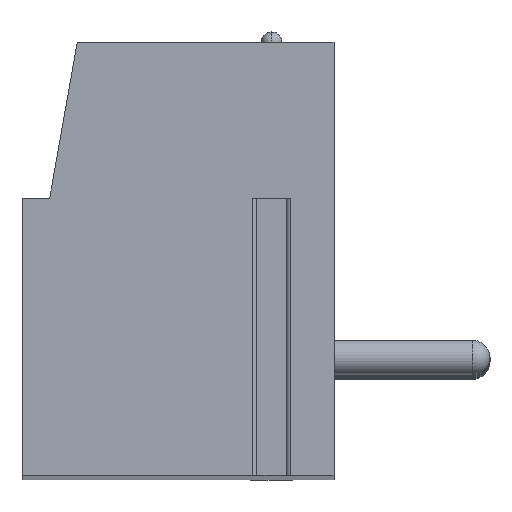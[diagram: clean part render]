
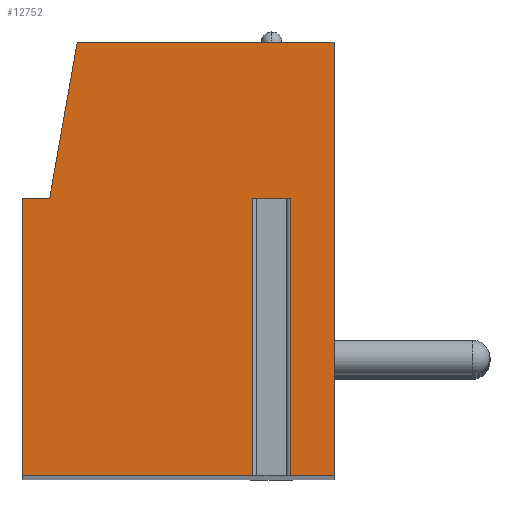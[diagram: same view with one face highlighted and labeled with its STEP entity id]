
A CAD part, top view. The second image highlights one B-rep face of the part: STEP entity #12752.
In plain terms, the highlighted planar face has unit normal (0, 0, 1).
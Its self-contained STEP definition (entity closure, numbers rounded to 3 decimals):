
#13=DIRECTION('',(-1.,0.,0.));
#14=VECTOR('',#13,1.112);
#15=CARTESIAN_POINT('',(3.256,1.75,73.66));
#16=LINE('',#15,#14);
#17=DIRECTION('',(0.,-1.,0.));
#18=VECTOR('',#17,8.);
#19=CARTESIAN_POINT('',(2.144,1.75,73.66));
#20=LINE('',#19,#18);
#21=DIRECTION('',(1.,0.,0.));
#22=VECTOR('',#21,6.644);
#23=CARTESIAN_POINT('',(-4.5,-6.25,73.66));
#24=LINE('',#23,#22);
#25=DIRECTION('',(0.,-1.,0.));
#26=VECTOR('',#25,8.);
#27=CARTESIAN_POINT('',(-4.5,1.75,73.66));
#28=LINE('',#27,#26);
#29=DIRECTION('',(-1.,0.,0.));
#30=VECTOR('',#29,0.8);
#31=CARTESIAN_POINT('',(-3.7,1.75,73.66));
#32=LINE('',#31,#30);
#33=DIRECTION('',(-0.174,-0.985,0.));
#34=VECTOR('',#33,4.569);
#35=CARTESIAN_POINT('',(-2.907,6.25,73.66));
#36=LINE('',#35,#34);
#37=DIRECTION('',(-1.,0.,0.));
#38=VECTOR('',#37,7.407);
#39=CARTESIAN_POINT('',(4.5,6.25,73.66));
#40=LINE('',#39,#38);
#41=DIRECTION('',(0.,1.,0.));
#42=VECTOR('',#41,12.5);
#43=CARTESIAN_POINT('',(4.5,-6.25,73.66));
#44=LINE('',#43,#42);
#45=DIRECTION('',(1.,0.,0.));
#46=VECTOR('',#45,1.244);
#47=CARTESIAN_POINT('',(3.256,-6.25,73.66));
#48=LINE('',#47,#46);
#49=DIRECTION('',(0.,-1.,0.));
#50=VECTOR('',#49,8.);
#51=CARTESIAN_POINT('',(3.256,1.75,73.66));
#52=LINE('',#51,#50);
#10035=CARTESIAN_POINT('',(-3.7,1.75,73.66));
#10036=CARTESIAN_POINT('',(-4.5,1.75,73.66));
#10037=VERTEX_POINT('',#10035);
#10038=VERTEX_POINT('',#10036);
#10039=CARTESIAN_POINT('',(-4.5,-6.25,73.66));
#10040=VERTEX_POINT('',#10039);
#10041=CARTESIAN_POINT('',(4.5,-6.25,73.66));
#10042=CARTESIAN_POINT('',(4.5,6.25,73.66));
#10043=VERTEX_POINT('',#10041);
#10044=VERTEX_POINT('',#10042);
#10045=CARTESIAN_POINT('',(-2.907,6.25,73.66));
#10046=VERTEX_POINT('',#10045);
#10095=CARTESIAN_POINT('',(3.256,1.75,73.66));
#10096=CARTESIAN_POINT('',(2.144,1.75,73.66));
#10097=VERTEX_POINT('',#10095);
#10098=VERTEX_POINT('',#10096);
#10099=CARTESIAN_POINT('',(2.144,-6.25,73.66));
#10100=VERTEX_POINT('',#10099);
#10101=CARTESIAN_POINT('',(3.256,-6.25,73.66));
#10102=VERTEX_POINT('',#10101);
#12725=CARTESIAN_POINT('',(0.,0.,73.66));
#12726=DIRECTION('',(0.,0.,1.));
#12727=DIRECTION('',(1.,0.,0.));
#12728=AXIS2_PLACEMENT_3D('',#12725,#12726,#12727);
#12729=PLANE('',#12728);
#12731=ORIENTED_EDGE('',*,*,#12730,.T.);
#12733=ORIENTED_EDGE('',*,*,#12732,.T.);
#12735=ORIENTED_EDGE('',*,*,#12734,.F.);
#12737=ORIENTED_EDGE('',*,*,#12736,.F.);
#12739=ORIENTED_EDGE('',*,*,#12738,.F.);
#12741=ORIENTED_EDGE('',*,*,#12740,.F.);
#12743=ORIENTED_EDGE('',*,*,#12742,.F.);
#12745=ORIENTED_EDGE('',*,*,#12744,.F.);
#12747=ORIENTED_EDGE('',*,*,#12746,.F.);
#12749=ORIENTED_EDGE('',*,*,#12748,.F.);
#12750=EDGE_LOOP('',(#12731,#12733,#12735,#12737,#12739,#12741,#12743,#12745,
#12747,#12749));
#12751=FACE_OUTER_BOUND('',#12750,.F.);
#12730=EDGE_CURVE('',#10097,#10098,#16,.T.);
#12732=EDGE_CURVE('',#10098,#10100,#20,.T.);
#12734=EDGE_CURVE('',#10040,#10100,#24,.T.);
#12736=EDGE_CURVE('',#10038,#10040,#28,.T.);
#12738=EDGE_CURVE('',#10037,#10038,#32,.T.);
#12740=EDGE_CURVE('',#10046,#10037,#36,.T.);
#12742=EDGE_CURVE('',#10044,#10046,#40,.T.);
#12744=EDGE_CURVE('',#10043,#10044,#44,.T.);
#12746=EDGE_CURVE('',#10102,#10043,#48,.T.);
#12748=EDGE_CURVE('',#10097,#10102,#52,.T.);
#12752=ADVANCED_FACE('',(#12751),#12729,.T.);
